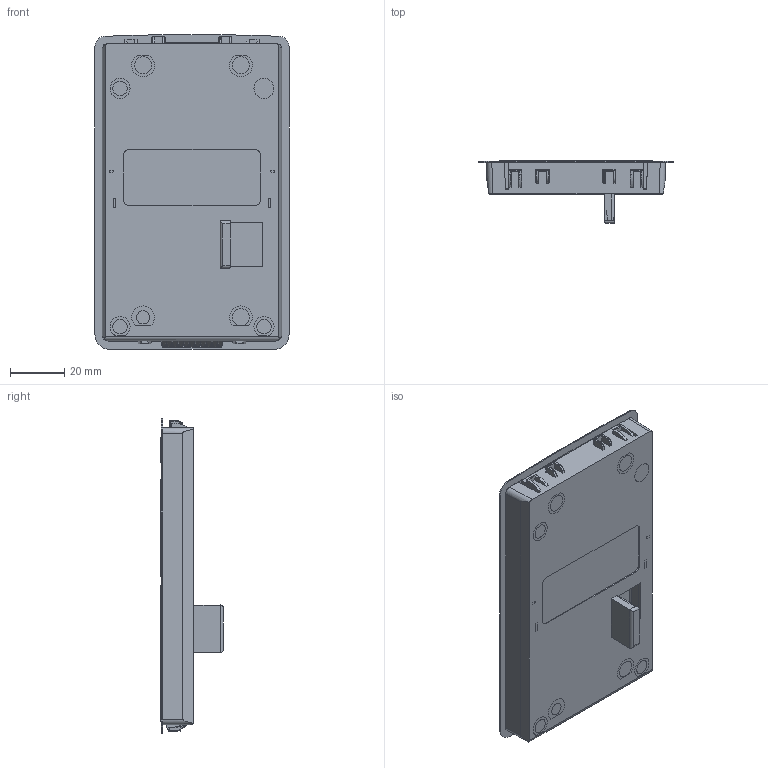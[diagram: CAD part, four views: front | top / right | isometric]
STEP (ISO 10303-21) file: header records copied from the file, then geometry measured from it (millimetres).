
FILE_DESCRIPTION (( 'STEP AP214' ), '1' );
FILE_NAME ('GS4-KPD.STEP', '2017-10-16T19:57:35', ( '' ), ( '' ), 'SwSTEP 2.0', 'SolidWorks 2016', '' );
FILE_SCHEMA (( 'AUTOMOTIVE_DESIGN' ));
Length unit declared in the file: inch
Products named in the file (3): MSBR-386 B7I A Keypad Faceplate full featured ; MSBR-359 A R3b; GS4-KPD
Assembly tree (2 placements, depth 2):
  GS4-KPD
    MSBR-359 A R3b
    MSBR-386 B7I A Keypad Faceplate full featured 
Bounding box: 71.49 x 23.03 x 115.99 mm (x, y, z)
Volume: 25654.9 mm3; surface area: 45103.5 mm2
Topology: 4 solids, 11 shells, 2472 faces, 6405 edges, 4099 vertices
Faces by surface type: plane 1268, cylinder 488, bspline 451, torus 157, cone 93, sphere 15
Entity records: 98808 total; most frequent: CARTESIAN_POINT 31047, ORIENTED_EDGE 12774, DIRECTION 10462, EDGE_CURVE 6387, VERTEX_POINT 4099, VECTOR 3924, LINE 3924, AXIS2_PLACEMENT_3D 3269
